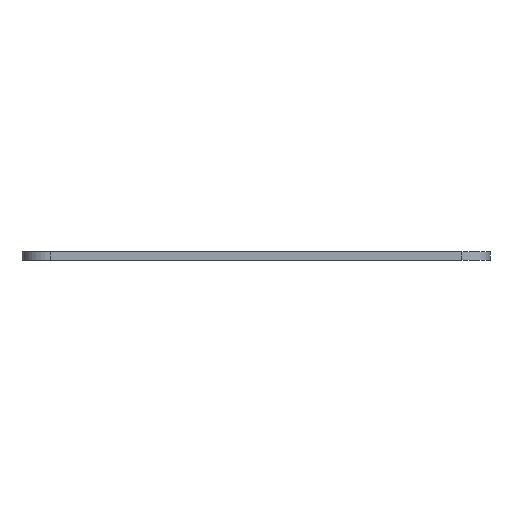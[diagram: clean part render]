
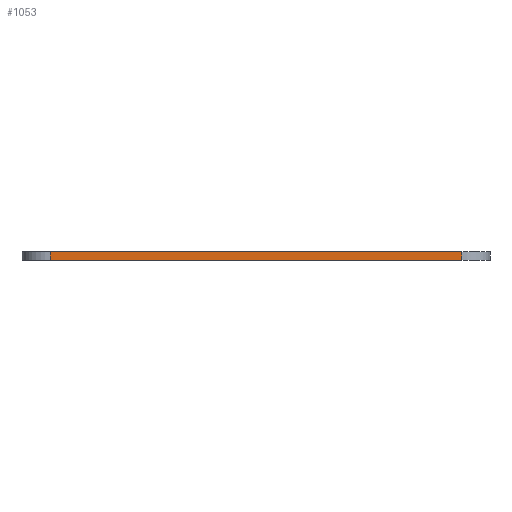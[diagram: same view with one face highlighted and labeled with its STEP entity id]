
A CAD part, left-side view. The second image highlights one B-rep face of the part: STEP entity #1053.
In plain terms, the highlighted planar face has unit normal (-1, 0, 0).
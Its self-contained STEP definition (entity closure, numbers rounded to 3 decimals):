
#35=PLANE('',#1147);
#67=FACE_OUTER_BOUND('',#130,.T.);
#130=EDGE_LOOP('',(#777,#778,#779,#780));
#196=LINE('',#1559,#304);
#222=LINE('',#1654,#330);
#223=LINE('',#1657,#331);
#224=LINE('',#1658,#332);
#304=VECTOR('',#1242,10.);
#330=VECTOR('',#1314,10.);
#331=VECTOR('',#1317,10.);
#332=VECTOR('',#1318,10.);
#462=VERTEX_POINT('',#1556);
#463=VERTEX_POINT('',#1558);
#508=VERTEX_POINT('',#1650);
#510=VERTEX_POINT('',#1656);
#568=EDGE_CURVE('',#462,#463,#196,.T.);
#616=EDGE_CURVE('',#463,#508,#222,.T.);
#617=EDGE_CURVE('',#510,#462,#223,.T.);
#618=EDGE_CURVE('',#508,#510,#224,.T.);
#777=ORIENTED_EDGE('',*,*,#616,.F.);
#778=ORIENTED_EDGE('',*,*,#568,.F.);
#779=ORIENTED_EDGE('',*,*,#617,.F.);
#780=ORIENTED_EDGE('',*,*,#618,.F.);
#1053=ADVANCED_FACE('',(#67),#35,.T.);
#1147=AXIS2_PLACEMENT_3D('',#1655,#1315,#1316);
#1242=DIRECTION('',(0.,1.,0.));
#1314=DIRECTION('',(0.,0.,1.));
#1315=DIRECTION('center_axis',(-1.,0.,0.));
#1316=DIRECTION('ref_axis',(0.,-1.,0.));
#1317=DIRECTION('',(0.,0.,-1.));
#1318=DIRECTION('',(0.,-1.,0.));
#1556=CARTESIAN_POINT('',(-12.44,-45.09,0.));
#1558=CARTESIAN_POINT('',(-12.44,27.91,0.));
#1559=CARTESIAN_POINT('',(-12.44,-50.09,0.));
#1650=CARTESIAN_POINT('',(-12.44,27.91,1.5));
#1654=CARTESIAN_POINT('',(-12.44,27.91,0.));
#1655=CARTESIAN_POINT('Origin',(-12.44,32.91,0.));
#1656=CARTESIAN_POINT('',(-12.44,-45.09,1.5));
#1657=CARTESIAN_POINT('',(-12.44,-45.09,0.));
#1658=CARTESIAN_POINT('',(-12.44,-50.09,1.5));
